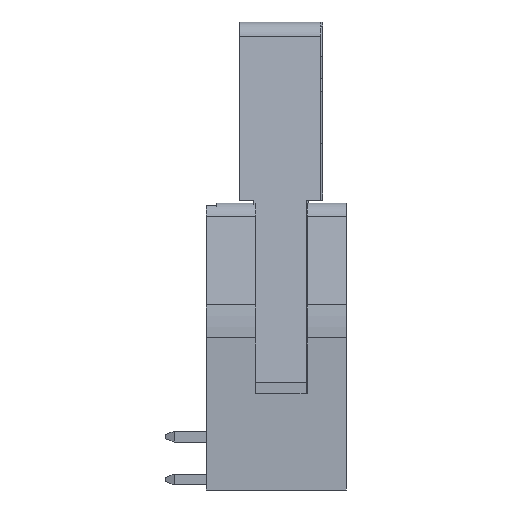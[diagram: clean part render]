
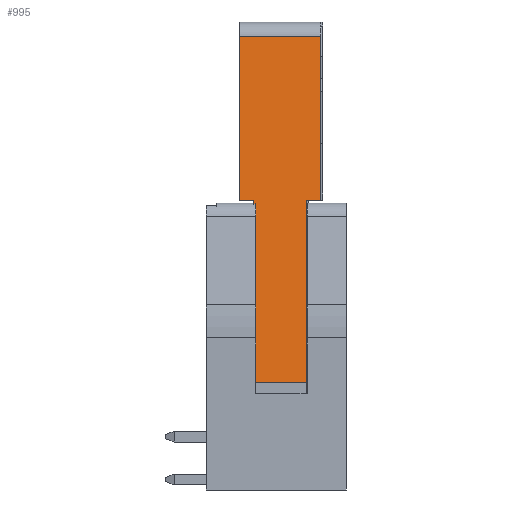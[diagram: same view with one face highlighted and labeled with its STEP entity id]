
A CAD part, left-side view. The second image highlights one B-rep face of the part: STEP entity #995.
In plain terms, the highlighted face is planar.
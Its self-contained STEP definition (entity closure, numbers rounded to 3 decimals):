
#995 = ADVANCED_FACE( '', ( #1912 ), #1913, .T. );
#1912 = FACE_OUTER_BOUND( '', #2781, .T. );
#1913 = PLANE( '', #2782 );
#2781 = EDGE_LOOP( '', ( #5289, #5290, #5291, #5292, #5293, #5294, #5295, #5296 ) );
#2782 = AXIS2_PLACEMENT_3D( '', #5297, #5298, #5299 );
#5289 = ORIENTED_EDGE( '', *, *, #5830, .T. );
#5290 = ORIENTED_EDGE( '', *, *, #5641, .F. );
#5291 = ORIENTED_EDGE( '', *, *, #5695, .T. );
#5292 = ORIENTED_EDGE( '', *, *, #6383, .T. );
#5293 = ORIENTED_EDGE( '', *, *, #6056, .F. );
#5294 = ORIENTED_EDGE( '', *, *, #6270, .F. );
#5295 = ORIENTED_EDGE( '', *, *, #6521, .T. );
#5296 = ORIENTED_EDGE( '', *, *, #6508, .F. );
#5297 = CARTESIAN_POINT( '', ( 2., -2.4, 14.239 ) );
#5298 = DIRECTION( '', ( 0.993, 0., 0.118 ) );
#5299 = DIRECTION( '', ( 0.118, 0., -0.993 ) );
#5641 = EDGE_CURVE( '', #6782, #6784, #6785, .T. );
#5695 = EDGE_CURVE( '', #6782, #6873, #6876, .F. );
#5830 = EDGE_CURVE( '', #7111, #6784, #7112, .T. );
#6056 = EDGE_CURVE( '', #7490, #7485, #7492, .T. );
#6270 = EDGE_CURVE( '', #7803, #7490, #7805, .T. );
#6383 = EDGE_CURVE( '', #6873, #7485, #7957, .T. );
#6508 = EDGE_CURVE( '', #7111, #8105, #8106, .T. );
#6521 = EDGE_CURVE( '', #7803, #8105, #8120, .T. );
#6782 = VERTEX_POINT( '', #8457 );
#6784 = VERTEX_POINT( '', #8459 );
#6785 = LINE( '', #8460, #8461 );
#6873 = VERTEX_POINT( '', #8585 );
#6876 = LINE( '', #8588, #8589 );
#7111 = VERTEX_POINT( '', #8928 );
#7112 = LINE( '', #8929, #8930 );
#7485 = VERTEX_POINT( '', #9470 );
#7490 = VERTEX_POINT( '', #9477 );
#7492 = LINE( '', #9480, #9481 );
#7803 = VERTEX_POINT( '', #9933 );
#7805 = LINE( '', #9936, #9937 );
#7957 = LINE( '', #10172, #10173 );
#8105 = VERTEX_POINT( '', #10397 );
#8106 = LINE( '', #10398, #10399 );
#8120 = LINE( '', #10418, #10419 );
#8457 = CARTESIAN_POINT( '', ( 2.222, 2.4, 12.369 ) );
#8459 = CARTESIAN_POINT( '', ( 3.368, 2.4, 2.703 ) );
#8460 = CARTESIAN_POINT( '', ( 2., 2.4, 14.239 ) );
#8461 = VECTOR( '', #10639, 1000. );
#8585 = CARTESIAN_POINT( '', ( 2.222, -2.4, 12.369 ) );
#8588 = CARTESIAN_POINT( '', ( 2.222, -2.4, 12.369 ) );
#8589 = VECTOR( '', #10694, 1000. );
#8928 = CARTESIAN_POINT( '', ( 3.368, 1.57, 2.703 ) );
#8929 = CARTESIAN_POINT( '', ( 3.368, 1.57, 2.703 ) );
#8930 = VECTOR( '', #10820, 1000. );
#9470 = CARTESIAN_POINT( '', ( 3.368, -2.4, 2.703 ) );
#9477 = CARTESIAN_POINT( '', ( 3.368, -1.57, 2.703 ) );
#9480 = CARTESIAN_POINT( '', ( 3.368, -1.57, 2.703 ) );
#9481 = VECTOR( '', #11042, 1000. );
#9933 = CARTESIAN_POINT( '', ( 4.65, -1.57, -8.11 ) );
#9936 = CARTESIAN_POINT( '', ( 3.368, -1.57, 2.703 ) );
#9937 = VECTOR( '', #11254, 1000. );
#10172 = CARTESIAN_POINT( '', ( 2., -2.4, 14.239 ) );
#10173 = VECTOR( '', #11350, 1000. );
#10397 = CARTESIAN_POINT( '', ( 4.65, 1.57, -8.11 ) );
#10398 = CARTESIAN_POINT( '', ( 3.368, 1.57, 2.703 ) );
#10399 = VECTOR( '', #11445, 1000. );
#10418 = CARTESIAN_POINT( '', ( 4.65, -2.4, -8.11 ) );
#10419 = VECTOR( '', #11454, 1000. );
#10639 = DIRECTION( '', ( 0.118, 0., -0.993 ) );
#10694 = DIRECTION( '', ( 0., 1., 0. ) );
#10820 = DIRECTION( '', ( 0., 1., 0. ) );
#11042 = DIRECTION( '', ( 0., -1., 0. ) );
#11254 = DIRECTION( '', ( -0.118, 0., 0.993 ) );
#11350 = DIRECTION( '', ( 0.118, 0., -0.993 ) );
#11445 = DIRECTION( '', ( 0.118, 0., -0.993 ) );
#11454 = DIRECTION( '', ( 0., 1., 0. ) );
